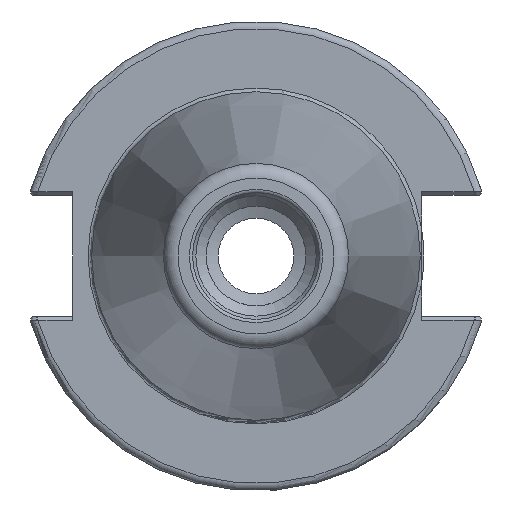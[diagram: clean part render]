
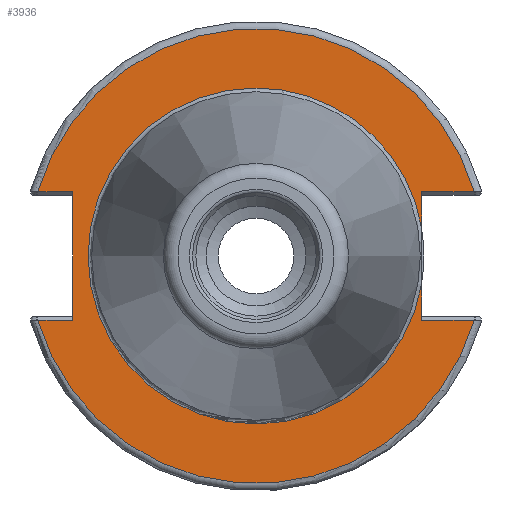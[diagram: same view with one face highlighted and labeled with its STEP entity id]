
A CAD part, left-side view. The second image highlights one B-rep face of the part: STEP entity #3936.
In plain terms, the highlighted planar face has unit normal (-1, 0, 0).
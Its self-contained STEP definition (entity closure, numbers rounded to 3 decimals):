
#163=CIRCLE('',#4176,30.775);
#164=CIRCLE('',#4177,30.775);
#165=CIRCLE('',#4178,22.725);
#166=CIRCLE('',#4179,22.725);
#612=FACE_OUTER_BOUND('',#830,.T.);
#830=EDGE_LOOP('',(#2589,#2590,#2591,#2592,#2593,#2594,#2595,#2596,#2597,
#2598,#2599));
#1068=LINE('',#5940,#1279);
#1075=LINE('',#6062,#1286);
#1076=LINE('',#6066,#1287);
#1077=LINE('',#6068,#1288);
#1078=LINE('',#6070,#1289);
#1079=LINE('',#6074,#1290);
#1080=LINE('',#6076,#1291);
#1279=VECTOR('',#4694,10.);
#1286=VECTOR('',#4705,10.);
#1287=VECTOR('',#4708,10.);
#1288=VECTOR('',#4709,10.);
#1289=VECTOR('',#4710,10.);
#1290=VECTOR('',#4713,10.);
#1291=VECTOR('',#4714,10.);
#1490=VERTEX_POINT('',#5937);
#1491=VERTEX_POINT('',#5939);
#1499=VERTEX_POINT('',#6061);
#1500=VERTEX_POINT('',#6063);
#1501=VERTEX_POINT('',#6065);
#1502=VERTEX_POINT('',#6067);
#1503=VERTEX_POINT('',#6069);
#1504=VERTEX_POINT('',#6071);
#1505=VERTEX_POINT('',#6073);
#1506=VERTEX_POINT('',#6075);
#1507=VERTEX_POINT('',#6077);
#1934=EDGE_CURVE('',#1490,#1491,#1068,.T.);
#1946=EDGE_CURVE('',#1499,#1491,#1075,.T.);
#1947=EDGE_CURVE('',#1500,#1490,#163,.T.);
#1948=EDGE_CURVE('',#1501,#1500,#1076,.T.);
#1949=EDGE_CURVE('',#1501,#1502,#1077,.T.);
#1950=EDGE_CURVE('',#1503,#1502,#1078,.T.);
#1951=EDGE_CURVE('',#1504,#1503,#164,.T.);
#1952=EDGE_CURVE('',#1505,#1504,#1079,.T.);
#1953=EDGE_CURVE('',#1505,#1506,#1080,.T.);
#1954=EDGE_CURVE('',#1506,#1507,#165,.T.);
#1955=EDGE_CURVE('',#1507,#1499,#166,.T.);
#2589=ORIENTED_EDGE('',*,*,#1946,.T.);
#2590=ORIENTED_EDGE('',*,*,#1934,.F.);
#2591=ORIENTED_EDGE('',*,*,#1947,.F.);
#2592=ORIENTED_EDGE('',*,*,#1948,.F.);
#2593=ORIENTED_EDGE('',*,*,#1949,.T.);
#2594=ORIENTED_EDGE('',*,*,#1950,.F.);
#2595=ORIENTED_EDGE('',*,*,#1951,.F.);
#2596=ORIENTED_EDGE('',*,*,#1952,.F.);
#2597=ORIENTED_EDGE('',*,*,#1953,.T.);
#2598=ORIENTED_EDGE('',*,*,#1954,.T.);
#2599=ORIENTED_EDGE('',*,*,#1955,.T.);
#3855=PLANE('',#4175);
#3936=ADVANCED_FACE('',(#612),#3855,.T.);
#4175=AXIS2_PLACEMENT_3D('',#6060,#4703,#4704);
#4176=AXIS2_PLACEMENT_3D('',#6064,#4706,#4707);
#4177=AXIS2_PLACEMENT_3D('',#6072,#4711,#4712);
#4178=AXIS2_PLACEMENT_3D('',#6078,#4715,#4716);
#4179=AXIS2_PLACEMENT_3D('',#6079,#4717,#4718);
#4694=DIRECTION('',(0.,1.,0.));
#4703=DIRECTION('center_axis',(-1.,0.,0.));
#4704=DIRECTION('ref_axis',(0.,0.,1.));
#4705=DIRECTION('',(0.,0.,1.));
#4706=DIRECTION('center_axis',(1.,0.,0.));
#4707=DIRECTION('ref_axis',(0.,0.,-1.));
#4708=DIRECTION('',(0.,1.,0.));
#4709=DIRECTION('',(0.,0.,-1.));
#4710=DIRECTION('',(0.,-1.,0.));
#4711=DIRECTION('center_axis',(1.,0.,0.));
#4712=DIRECTION('ref_axis',(0.,0.,-1.));
#4713=DIRECTION('',(0.,-1.,0.));
#4714=DIRECTION('',(0.,0.,1.));
#4715=DIRECTION('center_axis',(1.,0.,0.));
#4716=DIRECTION('ref_axis',(0.,0.,-1.));
#4717=DIRECTION('center_axis',(1.,0.,0.));
#4718=DIRECTION('ref_axis',(0.,0.,-1.));
#5937=CARTESIAN_POINT('',(3.175,-29.523,8.69));
#5939=CARTESIAN_POINT('',(3.175,-22.41,8.69));
#5940=CARTESIAN_POINT('',(3.175,4.182,8.69));
#6060=CARTESIAN_POINT('Origin',(3.175,30.775,0.));
#6061=CARTESIAN_POINT('',(3.175,-22.41,3.771));
#6062=CARTESIAN_POINT('',(3.175,-22.41,-4.095));
#6063=CARTESIAN_POINT('',(3.175,29.523,8.69));
#6064=CARTESIAN_POINT('Origin',(3.175,0.,0.));
#6065=CARTESIAN_POINT('',(3.175,24.8,8.69));
#6066=CARTESIAN_POINT('',(3.175,34.492,8.69));
#6067=CARTESIAN_POINT('',(3.175,24.8,-8.69));
#6068=CARTESIAN_POINT('',(3.175,24.8,4.095));
#6069=CARTESIAN_POINT('',(3.175,29.523,-8.69));
#6070=CARTESIAN_POINT('',(3.175,27.787,-8.69));
#6071=CARTESIAN_POINT('',(3.175,-29.523,-8.69));
#6072=CARTESIAN_POINT('Origin',(3.175,0.,0.));
#6073=CARTESIAN_POINT('',(3.175,-22.41,-8.69));
#6074=CARTESIAN_POINT('',(3.175,-4.974,-8.69));
#6075=CARTESIAN_POINT('',(3.175,-22.41,-3.771));
#6076=CARTESIAN_POINT('',(3.175,-22.41,-4.095));
#6077=CARTESIAN_POINT('',(3.175,0.,22.725));
#6078=CARTESIAN_POINT('Origin',(3.175,0.,
0.));
#6079=CARTESIAN_POINT('Origin',(3.175,0.,
0.));
